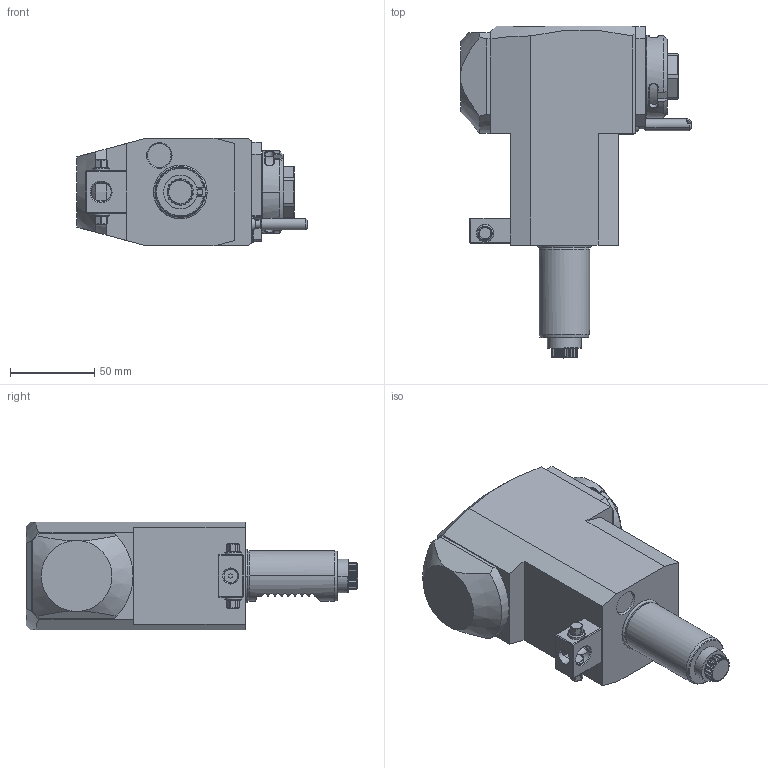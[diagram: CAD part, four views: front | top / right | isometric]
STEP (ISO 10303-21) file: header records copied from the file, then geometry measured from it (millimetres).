
FILE_DESCRIPTION((''),'2;1');
FILE_NAME('NGT1_30_235_25_1_1_100T','2024-03-27T',('vali'),('NOVA GRUP'),'PRO/ENGINEER BY PARAMETRIC TECHNOLOGY CORPORATION, 2010280','PRO/ENGINEER BY PARAMETRIC TECHNOLOGY CORPORATION, 2010280','');
FILE_SCHEMA(('CONFIG_CONTROL_DESIGN'));
Length unit declared in the file: millimetre
Products named in the file (1): NGT1_30_235_25_1_1_100T
Bounding box: 136.88 x 197 x 64 mm (x, y, z)
Volume: 739924.6 mm3; surface area: 62056.4 mm2
Topology: 1 solids, 1 shells, 427 faces, 1169 edges, 761 vertices
Faces by surface type: plane 186, cylinder 153, cone 73, bspline 8, torus 5, sphere 2
Entity records: 17694 total; most frequent: CARTESIAN_POINT 7173, ORIENTED_EDGE 2338, DIRECTION 2003, EDGE_CURVE 1169, VERTEX_POINT 761, AXIS2_PLACEMENT_3D 718, VECTOR 567, LINE 567
